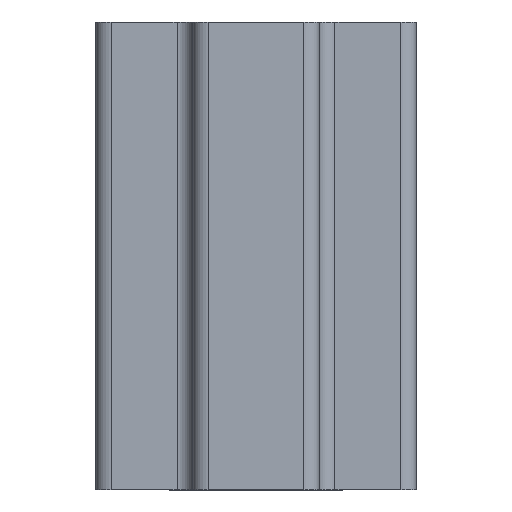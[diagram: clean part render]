
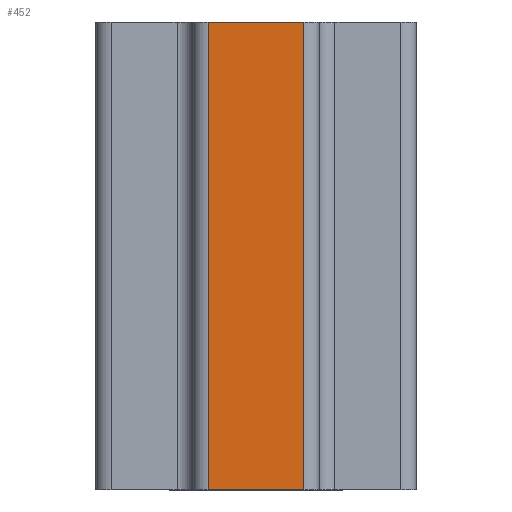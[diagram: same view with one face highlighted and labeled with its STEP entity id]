
A CAD part, top view. The second image highlights one B-rep face of the part: STEP entity #452.
In plain terms, the highlighted planar face has unit normal (0, 0, 1).
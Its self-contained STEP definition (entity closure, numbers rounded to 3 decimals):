
#112 = EDGE_LOOP ( 'NONE', ( #119, #134, #123, #626 ) ) ;
#119 = ORIENTED_EDGE ( 'NONE', *, *, #258, .T. ) ;
#123 = ORIENTED_EDGE ( 'NONE', *, *, #717, .F. ) ;
#134 = ORIENTED_EDGE ( 'NONE', *, *, #195, .F. ) ;
#165 = CARTESIAN_POINT ( 'NONE',  ( 3.065, 30., 0. ) ) ;
#167 = CARTESIAN_POINT ( 'NONE',  ( 3.065, 0., 0. ) ) ;
#181 = VERTEX_POINT ( 'NONE', #784 ) ;
#195 = EDGE_CURVE ( 'NONE', #371, #257, #543, .T. ) ;
#236 = CARTESIAN_POINT ( 'NONE',  ( 3.065, 30., 0. ) ) ;
#237 = VECTOR ( 'NONE', #282, 1000. ) ;
#257 = VERTEX_POINT ( 'NONE', #167 ) ;
#258 = EDGE_CURVE ( 'NONE', #545, #257, #777, .T. ) ;
#267 = VECTOR ( 'NONE', #345, 1000. ) ;
#282 = DIRECTION ( 'NONE',  ( 1., 0., 0. ) ) ;
#325 = PLANE ( 'NONE',  #429 ) ;
#337 = CARTESIAN_POINT ( 'NONE',  ( -3.065, 0., 0. ) ) ;
#345 = DIRECTION ( 'NONE',  ( 1., 0., 0. ) ) ;
#346 = LINE ( 'NONE', #165, #237 ) ;
#351 = CARTESIAN_POINT ( 'NONE',  ( 3.065, 0., 0. ) ) ;
#371 = VERTEX_POINT ( 'NONE', #445 ) ;
#380 = DIRECTION ( 'NONE',  ( 0., 0., -1. ) ) ;
#429 = AXIS2_PLACEMENT_3D ( 'NONE', #573, #380, #736 ) ;
#445 = CARTESIAN_POINT ( 'NONE',  ( 3.065, 30., 0. ) ) ;
#452 = ADVANCED_FACE ( 'NONE', ( #687 ), #325, .F. ) ;
#475 = VECTOR ( 'NONE', #670, 1000. ) ;
#512 = VECTOR ( 'NONE', #666, 1000. ) ;
#540 = LINE ( 'NONE', #782, #475 ) ;
#543 = LINE ( 'NONE', #236, #512 ) ;
#545 = VERTEX_POINT ( 'NONE', #337 ) ;
#573 = CARTESIAN_POINT ( 'NONE',  ( 3.065, 30., 0. ) ) ;
#626 = ORIENTED_EDGE ( 'NONE', *, *, #762, .T. ) ;
#666 = DIRECTION ( 'NONE',  ( 0., -1., 0. ) ) ;
#670 = DIRECTION ( 'NONE',  ( 0., -1., 0. ) ) ;
#687 = FACE_OUTER_BOUND ( 'NONE', #112, .T. ) ;
#717 = EDGE_CURVE ( 'NONE', #181, #371, #346, .T. ) ;
#736 = DIRECTION ( 'NONE',  ( -1., 0., 0. ) ) ;
#762 = EDGE_CURVE ( 'NONE', #181, #545, #540, .T. ) ;
#777 = LINE ( 'NONE', #351, #267 ) ;
#782 = CARTESIAN_POINT ( 'NONE',  ( -3.065, 30., 0. ) ) ;
#784 = CARTESIAN_POINT ( 'NONE',  ( -3.065, 30., 0. ) ) ;
